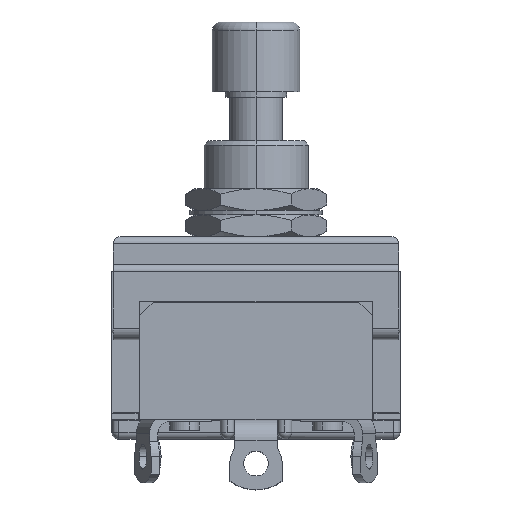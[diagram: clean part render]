
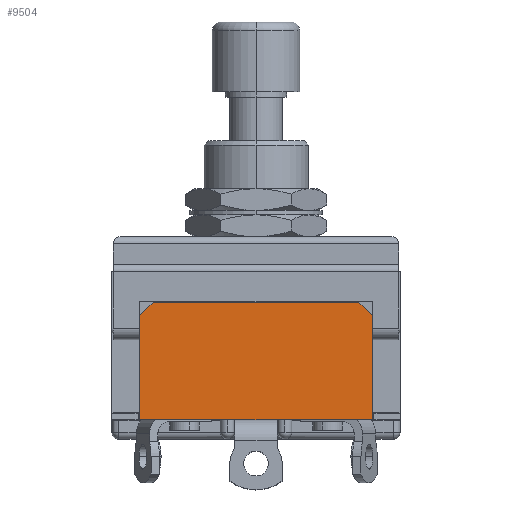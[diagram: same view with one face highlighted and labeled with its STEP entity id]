
A CAD part, top view. The second image highlights one B-rep face of the part: STEP entity #9504.
In plain terms, the highlighted planar face has unit normal (0, 0, 1).
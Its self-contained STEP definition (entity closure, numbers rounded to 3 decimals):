
#462 = CARTESIAN_POINT ( 'NONE',  ( -13.3, -17., 9.6 ) ) ;
#588 = DIRECTION ( 'NONE',  ( -1., 0., 0. ) ) ;
#660 = CARTESIAN_POINT ( 'NONE',  ( 11.8, -3.5, 9.6 ) ) ;
#781 = LINE ( 'NONE', #2863, #1703 ) ;
#1122 = CARTESIAN_POINT ( 'NONE',  ( -13.3, -5., 9.6 ) ) ;
#1189 = AXIS2_PLACEMENT_3D ( 'NONE', #9756, #4769, #10603 ) ;
#1703 = VECTOR ( 'NONE', #9575, 1000. ) ;
#1876 = EDGE_CURVE ( 'NONE', #4013, #10112, #8254, .T. ) ;
#2052 = CARTESIAN_POINT ( 'NONE',  ( 13.3, -5., 9.6 ) ) ;
#2252 = FACE_OUTER_BOUND ( 'NONE', #10501, .T. ) ;
#2271 = ORIENTED_EDGE ( 'NONE', *, *, #10516, .T. ) ;
#2358 = CARTESIAN_POINT ( 'NONE',  ( -11.8, -3.5, 9.6 ) ) ;
#2680 = VERTEX_POINT ( 'NONE', #660 ) ;
#2697 = EDGE_CURVE ( 'NONE', #5913, #2680, #7605, .T. ) ;
#2847 = EDGE_CURVE ( 'NONE', #10112, #5677, #9152, .T. ) ;
#2863 = CARTESIAN_POINT ( 'NONE',  ( -13.3, -5., 9.6 ) ) ;
#2884 = VECTOR ( 'NONE', #3126, 1000. ) ;
#2986 = VERTEX_POINT ( 'NONE', #2358 ) ;
#3099 = PLANE ( 'NONE',  #1189 ) ;
#3126 = DIRECTION ( 'NONE',  ( 1., 0., 0. ) ) ;
#3660 = ORIENTED_EDGE ( 'NONE', *, *, #2847, .T. ) ;
#3690 = VECTOR ( 'NONE', #7982, 1000. ) ;
#3789 = CARTESIAN_POINT ( 'NONE',  ( -13.3, -17., 9.6 ) ) ;
#4013 = VERTEX_POINT ( 'NONE', #1122 ) ;
#4683 = CARTESIAN_POINT ( 'NONE',  ( -13.3, -17., 9.6 ) ) ;
#4769 = DIRECTION ( 'NONE',  ( 0., 0., -1. ) ) ;
#5216 = EDGE_CURVE ( 'NONE', #5677, #5913, #9003, .T. ) ;
#5522 = VECTOR ( 'NONE', #7397, 1000. ) ;
#5677 = VERTEX_POINT ( 'NONE', #8249 ) ;
#5913 = VERTEX_POINT ( 'NONE', #2052 ) ;
#6210 = ORIENTED_EDGE ( 'NONE', *, *, #5216, .T. ) ;
#6293 = ORIENTED_EDGE ( 'NONE', *, *, #7333, .T. ) ;
#7333 = EDGE_CURVE ( 'NONE', #2680, #2986, #9195, .T. ) ;
#7397 = DIRECTION ( 'NONE',  ( -0.707, 0.707, 0. ) ) ;
#7605 = LINE ( 'NONE', #10663, #5522 ) ;
#7982 = DIRECTION ( 'NONE',  ( 0., -1., 0. ) ) ;
#8249 = CARTESIAN_POINT ( 'NONE',  ( 13.3, -17., 9.6 ) ) ;
#8254 = LINE ( 'NONE', #4683, #3690 ) ;
#8317 = DIRECTION ( 'NONE',  ( 0., 1., 0. ) ) ;
#8689 = VECTOR ( 'NONE', #588, 1000. ) ;
#9003 = LINE ( 'NONE', #10756, #9895 ) ;
#9152 = LINE ( 'NONE', #462, #2884 ) ;
#9195 = LINE ( 'NONE', #10623, #8689 ) ;
#9206 = ORIENTED_EDGE ( 'NONE', *, *, #1876, .T. ) ;
#9504 = ADVANCED_FACE ( 'NONE', ( #2252 ), #3099, .F. ) ;
#9575 = DIRECTION ( 'NONE',  ( -0.707, -0.707, 0. ) ) ;
#9756 = CARTESIAN_POINT ( 'NONE',  ( -13.3, -3.5, 9.6 ) ) ;
#9895 = VECTOR ( 'NONE', #8317, 1000. ) ;
#10112 = VERTEX_POINT ( 'NONE', #3789 ) ;
#10338 = ORIENTED_EDGE ( 'NONE', *, *, #2697, .T. ) ;
#10501 = EDGE_LOOP ( 'NONE', ( #6210, #10338, #6293, #2271, #9206, #3660 ) ) ;
#10516 = EDGE_CURVE ( 'NONE', #2986, #4013, #781, .T. ) ;
#10603 = DIRECTION ( 'NONE',  ( -1., 0., 0. ) ) ;
#10623 = CARTESIAN_POINT ( 'NONE',  ( -13.3, -3.5, 9.6 ) ) ;
#10663 = CARTESIAN_POINT ( 'NONE',  ( 11.8, -3.5, 9.6 ) ) ;
#10756 = CARTESIAN_POINT ( 'NONE',  ( 13.3, -17., 9.6 ) ) ;
